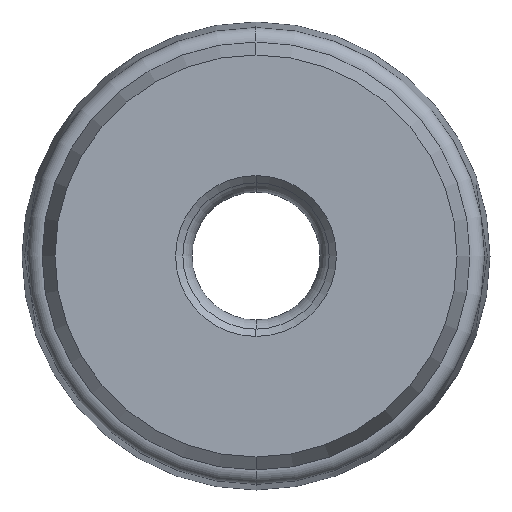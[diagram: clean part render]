
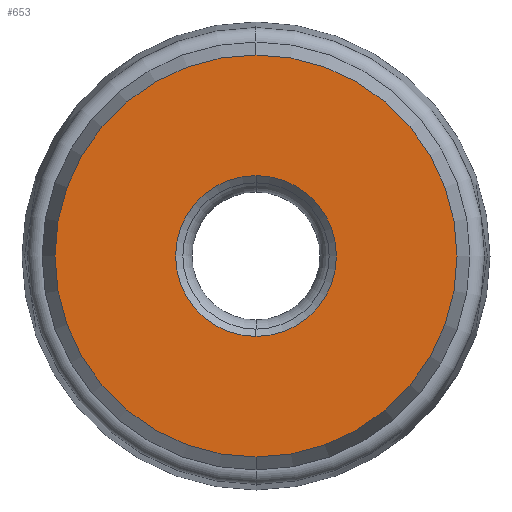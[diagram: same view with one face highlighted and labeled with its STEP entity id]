
A CAD part, left-side view. The second image highlights one B-rep face of the part: STEP entity #653.
In plain terms, the highlighted planar face has unit normal (-1, 0, 0).
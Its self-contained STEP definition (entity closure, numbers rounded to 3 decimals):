
#51 = CARTESIAN_POINT ( 'NONE',  ( 0., 0., 0. ) ) ;
#86 = CARTESIAN_POINT ( 'NONE',  ( 0., 0., 0. ) ) ;
#87 = DIRECTION ( 'NONE',  ( 1., 0., 0. ) ) ;
#106 = DIRECTION ( 'NONE',  ( 0., 0., -1. ) ) ;
#120 = CARTESIAN_POINT ( 'NONE',  ( 0., 0., 0. ) ) ;
#121 = DIRECTION ( 'NONE',  ( -1., 0., 0. ) ) ;
#133 = DIRECTION ( 'NONE',  ( 0., 0., 1. ) ) ;
#139 = DIRECTION ( 'NONE',  ( -1., 0., 0. ) ) ;
#148 = DIRECTION ( 'NONE',  ( 1., 0., 0. ) ) ;
#149 = DIRECTION ( 'NONE',  ( 0., 0., -1. ) ) ;
#150 = DIRECTION ( 'NONE',  ( 0., 0., 1. ) ) ;
#155 = CARTESIAN_POINT ( 'NONE',  ( 0., 0., 0. ) ) ;
#164 = AXIS2_PLACEMENT_3D ( 'NONE', #51, #121, #150 ) ;
#166 = AXIS2_PLACEMENT_3D ( 'NONE', #120, #139, #133 ) ;
#178 = AXIS2_PLACEMENT_3D ( 'NONE', #155, #148, #149 ) ;
#199 = AXIS2_PLACEMENT_3D ( 'NONE', #552, #540, #525 ) ;
#281 = EDGE_CURVE ( 'NONE', #792, #774, #802, .T. ) ;
#303 = EDGE_CURVE ( 'NONE', #791, #785, #1057, .T. ) ;
#310 = EDGE_CURVE ( 'NONE', #774, #792, #1014, .T. ) ;
#318 = EDGE_CURVE ( 'NONE', #785, #791, #1006, .T. ) ;
#338 = AXIS2_PLACEMENT_3D ( 'NONE', #86, #87, #106 ) ;
#510 = CARTESIAN_POINT ( 'NONE',  ( 0., 0., -2.2 ) ) ;
#525 = DIRECTION ( 'NONE',  ( 0., 0., -1. ) ) ;
#532 = PLANE ( 'NONE',  #199 ) ;
#540 = DIRECTION ( 'NONE',  ( 1., 0., 0. ) ) ;
#552 = CARTESIAN_POINT ( 'NONE',  ( 0., 2., 0. ) ) ;
#559 = CARTESIAN_POINT ( 'NONE',  ( 0., 0., 5.5 ) ) ;
#572 = CARTESIAN_POINT ( 'NONE',  ( 0., 0., 2.2 ) ) ;
#574 = CARTESIAN_POINT ( 'NONE',  ( 0., 0., -5.5 ) ) ;
#580 = ORIENTED_EDGE ( 'NONE', *, *, #318, .T. ) ;
#594 = ORIENTED_EDGE ( 'NONE', *, *, #281, .T. ) ;
#600 = ORIENTED_EDGE ( 'NONE', *, *, #310, .T. ) ;
#628 = EDGE_LOOP ( 'NONE', ( #580, #888 ) ) ;
#630 = EDGE_LOOP ( 'NONE', ( #594, #600 ) ) ;
#653 = ADVANCED_FACE ( 'NONE', ( #852, #837 ), #532, .F. ) ;
#774 = VERTEX_POINT ( 'NONE', #510 ) ;
#785 = VERTEX_POINT ( 'NONE', #574 ) ;
#791 = VERTEX_POINT ( 'NONE', #559 ) ;
#792 = VERTEX_POINT ( 'NONE', #572 ) ;
#802 = CIRCLE ( 'NONE', #338, 2.2 ) ;
#837 = FACE_OUTER_BOUND ( 'NONE', #628, .T. ) ;
#852 = FACE_BOUND ( 'NONE', #630, .T. ) ;
#888 = ORIENTED_EDGE ( 'NONE', *, *, #303, .T. ) ;
#1006 = CIRCLE ( 'NONE', #164, 5.5 ) ;
#1014 = CIRCLE ( 'NONE', #178, 2.2 ) ;
#1057 = CIRCLE ( 'NONE', #166, 5.5 ) ;
